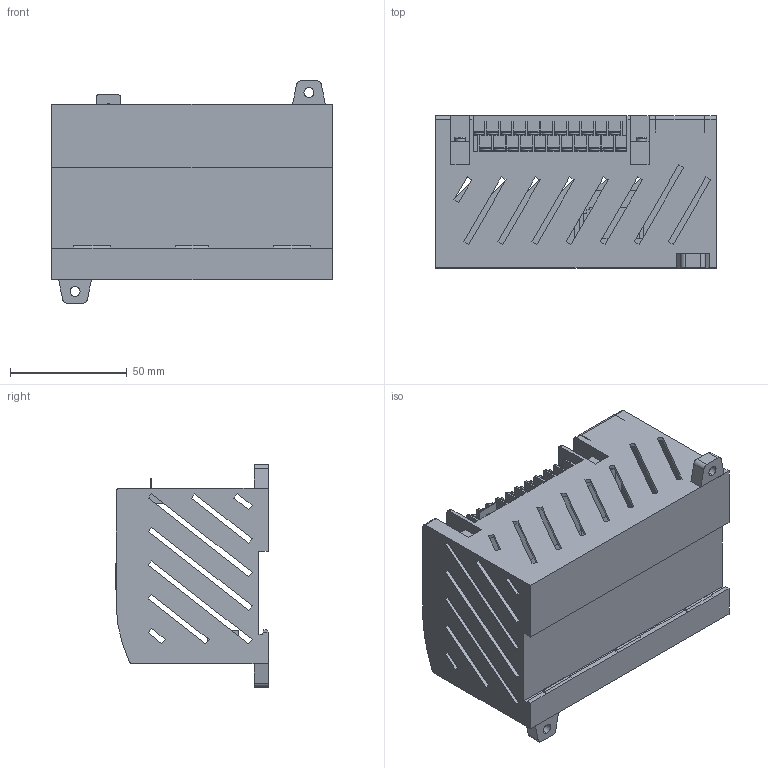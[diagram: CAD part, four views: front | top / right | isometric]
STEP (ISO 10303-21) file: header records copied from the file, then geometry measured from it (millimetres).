
FILE_DESCRIPTION (( 'STEP AP214' ), '1' );
FILE_NAME ('D0-05DA.STEP', '2011-01-27T18:28:21', ( '.adc' ), ( '' ), 'SwSTEP 2.0', 'SolidWorks 2009', '' );
FILE_SCHEMA (( 'AUTOMOTIVE_DESIGN' ));
Length unit declared in the file: millimetre
Products named in the file (1): D0-05DA
Bounding box: 120 x 65.06 x 95 mm (x, y, z)
Volume: 65414.8 mm3; surface area: 91009.4 mm2
Topology: 3 solids, 3 shells, 984 faces, 2634 edges, 1734 vertices
Faces by surface type: plane 681, bspline 160, cylinder 95, torus 48
Entity records: 45310 total; most frequent: CARTESIAN_POINT 14649, ORIENTED_EDGE 5268, DIRECTION 4250, EDGE_CURVE 2634, VECTOR 2028, LINE 2028, VERTEX_POINT 1734, EDGE_LOOP 1130
